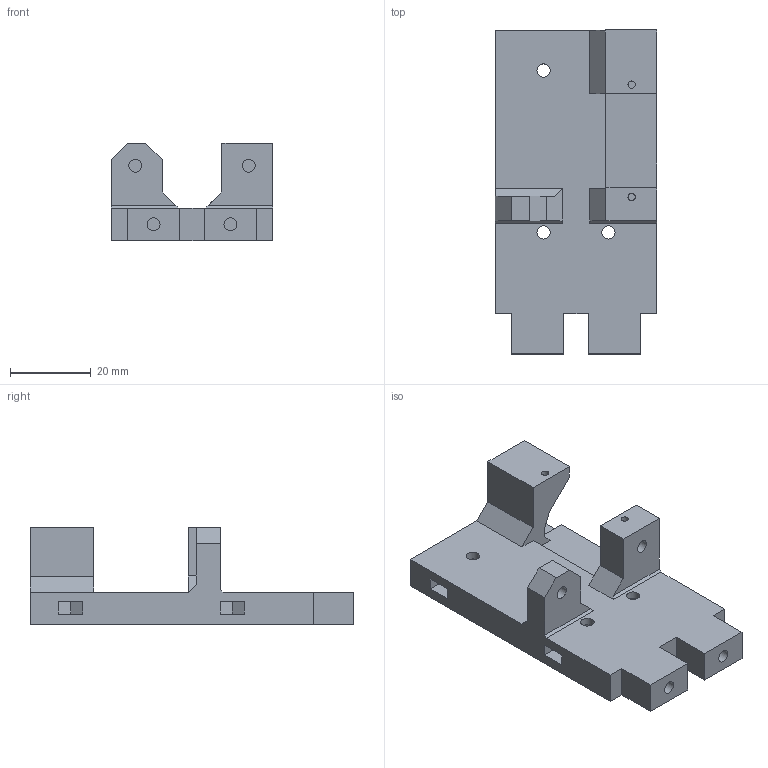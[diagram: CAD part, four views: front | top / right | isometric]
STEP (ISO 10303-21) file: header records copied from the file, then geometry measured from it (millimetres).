
FILE_DESCRIPTION(/* description */ (''),/* implementation_level */ '2;1');
FILE_NAME(/* name */ 'BasePlate.step',/* time_stamp */ '2019-09-30T18:40:11-04:00',/* author */ (''),/* organization */ (''),/* preprocessor_version */ 'ST-DEVELOPER v18',/* originating_system */ 'Autodesk Translation Framework v8.6.0.1094',/* authorisation */ '');
FILE_SCHEMA (('AUTOMOTIVE_DESIGN { 1 0 10303 214 3 1 1 }'));
Length unit declared in the file: millimetre
Products named in the file (1): BasePlate
Bounding box: 40 x 80.05 x 24 mm (x, y, z)
Volume: 26694 mm3; surface area: 11858.3 mm2
Topology: 1 solids, 1 shells, 152 faces, 407 edges, 265 vertices
Faces by surface type: plane 136, cylinder 16
Full cylindrical faces by diameter (mm): 1.8 x2, 3.2 x6, 3.3 x8
Entity records: 4740 total; most frequent: CARTESIAN_POINT 825, ORIENTED_EDGE 814, DIRECTION 758, EDGE_CURVE 407, LINE 362, VECTOR 362, VERTEX_POINT 265, AXIS2_PLACEMENT_3D 198
